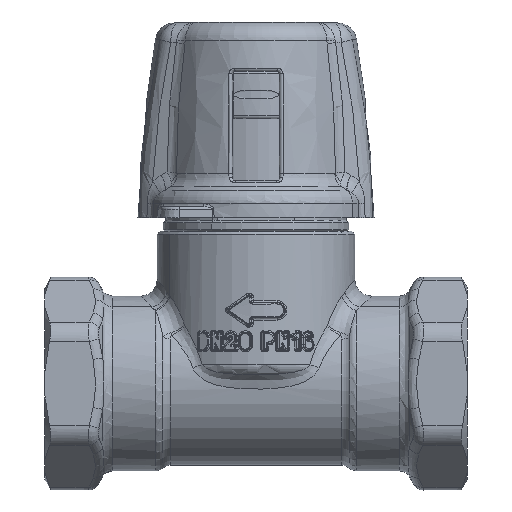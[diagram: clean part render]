
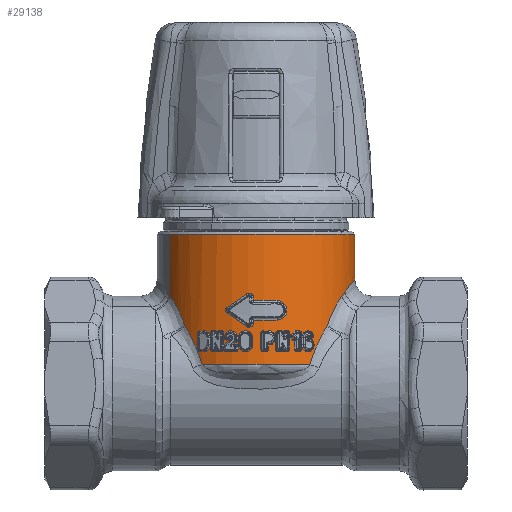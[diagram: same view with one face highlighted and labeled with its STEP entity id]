
A CAD part, left-side view. The second image highlights one B-rep face of the part: STEP entity #29138.
In plain terms, the highlighted cylindrical face has radius 17.5 mm (diameter 35 mm), a partial arc.
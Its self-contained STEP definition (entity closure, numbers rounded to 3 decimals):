
#19243=CARTESIAN_POINT('Vertex',(8.39,-15.358,-24.92)) ;
#19331=CARTESIAN_POINT('Vertex',(-7.572,-15.777,-24.358)) ;
#19335=CARTESIAN_POINT('Control Point',(-7.571,-15.777,-24.358)) ;
#19336=CARTESIAN_POINT('Control Point',(-7.,-16.052,-23.992)) ;
#19337=CARTESIAN_POINT('Control Point',(-5.788,-16.556,-23.325)) ;
#19338=CARTESIAN_POINT('Control Point',(-3.132,-17.319,-22.327)) ;
#19339=CARTESIAN_POINT('Control Point',(0.551,-17.681,-21.859)) ;
#19340=CARTESIAN_POINT('Control Point',(4.157,-17.097,-22.616)) ;
#19341=CARTESIAN_POINT('Control Point',(6.7,-16.206,-23.786)) ;
#19342=CARTESIAN_POINT('Control Point',(7.849,-15.653,-24.523)) ;
#19343=CARTESIAN_POINT('Control Point',(8.39,-15.358,-24.92)) ;
#19396=CARTESIAN_POINT('Vertex',(-8.638,-15.219,-25.106)) ;
#19400=CARTESIAN_POINT('Control Point',(-8.638,-15.219,-25.106)) ;
#19401=CARTESIAN_POINT('Control Point',(-8.467,-15.317,-24.975)) ;
#19402=CARTESIAN_POINT('Control Point',(-8.118,-15.507,-24.719)) ;
#19403=CARTESIAN_POINT('Control Point',(-7.756,-15.689,-24.476)) ;
#19404=CARTESIAN_POINT('Control Point',(-7.572,-15.777,-24.358)) ;
#19458=CARTESIAN_POINT('Vertex',(-8.638,15.219,-25.106)) ;
#19469=CARTESIAN_POINT('Vertex',(-8.39,15.358,-24.92)) ;
#19473=CARTESIAN_POINT('Control Point',(-8.39,15.358,-24.92)) ;
#19474=CARTESIAN_POINT('Control Point',(-8.473,15.312,-24.982)) ;
#19475=CARTESIAN_POINT('Control Point',(-8.556,15.265,-25.044)) ;
#19476=CARTESIAN_POINT('Control Point',(-8.638,15.219,-25.106)) ;
#19855=CARTESIAN_POINT('Vertex',(-12.084,12.658,-30.303)) ;
#19868=CARTESIAN_POINT('Control Point',(-8.638,15.219,-25.106)) ;
#19869=CARTESIAN_POINT('Control Point',(-9.107,14.954,-25.462)) ;
#19870=CARTESIAN_POINT('Control Point',(-9.964,14.409,-26.276)) ;
#19871=CARTESIAN_POINT('Control Point',(-11.007,13.622,-27.747)) ;
#19872=CARTESIAN_POINT('Control Point',(-11.67,13.048,-29.132)) ;
#19873=CARTESIAN_POINT('Control Point',(-11.986,12.751,-30.008)) ;
#19874=CARTESIAN_POINT('Control Point',(-12.084,12.658,-30.303)) ;
#19942=CARTESIAN_POINT('Control Point',(-12.084,12.659,-30.304)) ;
#19943=CARTESIAN_POINT('Control Point',(-12.379,12.377,-30.78)) ;
#19944=CARTESIAN_POINT('Control Point',(-12.945,11.795,-31.796)) ;
#19945=CARTESIAN_POINT('Control Point',(-13.667,10.948,-33.441)) ;
#19946=CARTESIAN_POINT('Control Point',(-14.256,10.162,-35.24)) ;
#19947=CARTESIAN_POINT('Control Point',(-14.541,9.74,-36.526)) ;
#19948=CARTESIAN_POINT('Control Point',(-14.654,9.566,-37.193)) ;
#19949=CARTESIAN_POINT('Vertex',(-14.654,9.566,-37.193)) ;
#20024=CARTESIAN_POINT('Vertex',(-12.084,-12.658,-30.304)) ;
#20035=CARTESIAN_POINT('Vertex',(-14.654,-9.566,-37.193)) ;
#20039=CARTESIAN_POINT('Control Point',(-14.654,-9.566,-37.193)) ;
#20040=CARTESIAN_POINT('Control Point',(-14.541,-9.74,-36.527)) ;
#20041=CARTESIAN_POINT('Control Point',(-14.256,-10.162,-35.24)) ;
#20042=CARTESIAN_POINT('Control Point',(-13.666,-10.948,-33.441)) ;
#20043=CARTESIAN_POINT('Control Point',(-12.946,-11.795,-31.796)) ;
#20044=CARTESIAN_POINT('Control Point',(-12.379,-12.377,-30.78)) ;
#20045=CARTESIAN_POINT('Control Point',(-12.084,-12.658,-30.304)) ;
#20122=CARTESIAN_POINT('Control Point',(-12.084,-12.658,-30.303)) ;
#20123=CARTESIAN_POINT('Control Point',(-11.987,-12.751,-30.008)) ;
#20124=CARTESIAN_POINT('Control Point',(-11.67,-13.048,-29.132)) ;
#20125=CARTESIAN_POINT('Control Point',(-11.007,-13.622,-27.747)) ;
#20126=CARTESIAN_POINT('Control Point',(-9.964,-14.409,-26.276)) ;
#20127=CARTESIAN_POINT('Control Point',(-9.107,-14.954,-25.462)) ;
#20128=CARTESIAN_POINT('Control Point',(-8.638,-15.219,-25.106)) ;
#29088=CARTESIAN_POINT('Axis2P3D Location',(0.,0.,-28.037)) ;
#29093=CARTESIAN_POINT('Line Origine',(-8.39,15.358,-28.037)) ;
#29097=CARTESIAN_POINT('Vertex',(-8.39,15.358,-14.093)) ;
#29100=CARTESIAN_POINT('Axis2P3D Location',(0.,0.,-14.093)) ;
#29104=CARTESIAN_POINT('Vertex',(-8.39,-15.358,-14.093)) ;
#29107=CARTESIAN_POINT('Axis2P3D Location',(0.,0.,-14.093)) ;
#29111=CARTESIAN_POINT('Vertex',(8.39,-15.358,-14.093)) ;
#29114=CARTESIAN_POINT('Line Origine',(8.39,-15.358,-28.037)) ;
#29119=CARTESIAN_POINT('Axis2P3D Location',(0.,0.,-37.193)) ;
#29089=DIRECTION('Axis2P3D Direction',(0.,0.,1.)) ;
#29090=DIRECTION('Axis2P3D XDirection',(0.878,0.479,0.)) ;
#29094=DIRECTION('Vector Direction',(0.,0.,1.)) ;
#29101=DIRECTION('Axis2P3D Direction',(0.,0.,1.)) ;
#29108=DIRECTION('Axis2P3D Direction',(0.,0.,1.)) ;
#29115=DIRECTION('Vector Direction',(0.,0.,1.)) ;
#29120=DIRECTION('Axis2P3D Direction',(0.,0.,1.)) ;
#29091=AXIS2_PLACEMENT_3D('Cylinder Axis2P3D',#29088,#29089,#29090) ;
#29102=AXIS2_PLACEMENT_3D('Circle Axis2P3D',#29100,#29101,$) ;
#29109=AXIS2_PLACEMENT_3D('Circle Axis2P3D',#29107,#29108,$) ;
#29121=AXIS2_PLACEMENT_3D('Circle Axis2P3D',#29119,#29120,$) ;
#29125=ORIENTED_EDGE('',*,*,#29099,.T.) ;
#29126=ORIENTED_EDGE('',*,*,#29106,.T.) ;
#29127=ORIENTED_EDGE('',*,*,#29113,.T.) ;
#29128=ORIENTED_EDGE('',*,*,#29118,.T.) ;
#29129=ORIENTED_EDGE('',*,*,#19344,.F.) ;
#29130=ORIENTED_EDGE('',*,*,#19405,.F.) ;
#29131=ORIENTED_EDGE('',*,*,#20129,.F.) ;
#29132=ORIENTED_EDGE('',*,*,#20046,.F.) ;
#29133=ORIENTED_EDGE('',*,*,#29123,.T.) ;
#29134=ORIENTED_EDGE('',*,*,#19951,.F.) ;
#29135=ORIENTED_EDGE('',*,*,#19875,.F.) ;
#29136=ORIENTED_EDGE('',*,*,#19477,.F.) ;
#29095=VECTOR('Line Direction',#29094,1.) ;
#29116=VECTOR('Line Direction',#29115,1.) ;
#29138=ADVANCED_FACE('Sheet.1',(#29137),#29092,.F.) ;
#29103=CIRCLE('generated circle',#29102,17.5) ;
#29110=CIRCLE('generated circle',#29109,17.5) ;
#29122=CIRCLE('generated circle',#29121,17.5) ;
#29092=CYLINDRICAL_SURFACE('generated cylinder',#29091,17.5) ;
#19344=EDGE_CURVE('',#19332,#19244,#19334,.T.) ;
#19405=EDGE_CURVE('',#19397,#19332,#19399,.T.) ;
#19477=EDGE_CURVE('',#19470,#19459,#19472,.T.) ;
#19875=EDGE_CURVE('',#19459,#19856,#19867,.T.) ;
#19951=EDGE_CURVE('',#19856,#19950,#19941,.T.) ;
#20046=EDGE_CURVE('',#20036,#20025,#20038,.T.) ;
#20129=EDGE_CURVE('',#20025,#19397,#20121,.T.) ;
#29099=EDGE_CURVE('',#19470,#29098,#29096,.T.) ;
#29106=EDGE_CURVE('',#29098,#29105,#29103,.T.) ;
#29113=EDGE_CURVE('',#29105,#29112,#29110,.T.) ;
#29118=EDGE_CURVE('',#29112,#19244,#29117,.F.) ;
#29123=EDGE_CURVE('',#20036,#19950,#29122,.F.) ;
#29124=EDGE_LOOP('',(#29125,#29126,#29127,#29128,#29129,#29130,#29131,#29132,#29133,#29134,#29135,#29136)) ;
#29137=FACE_OUTER_BOUND('',#29124,.T.) ;
#29096=LINE('Line',#29093,#29095) ;
#29117=LINE('Line',#29114,#29116) ;
#19244=VERTEX_POINT('',#19243) ;
#19332=VERTEX_POINT('',#19331) ;
#19397=VERTEX_POINT('',#19396) ;
#19459=VERTEX_POINT('',#19458) ;
#19470=VERTEX_POINT('',#19469) ;
#19856=VERTEX_POINT('',#19855) ;
#19950=VERTEX_POINT('',#19949) ;
#20025=VERTEX_POINT('',#20024) ;
#20036=VERTEX_POINT('',#20035) ;
#29098=VERTEX_POINT('',#29097) ;
#29105=VERTEX_POINT('',#29104) ;
#29112=VERTEX_POINT('',#29111) ;
#19334=(BOUNDED_CURVE()B_SPLINE_CURVE(3,(#19335,#19336,#19337,#19338,#19339,#19340,#19341,#19342,#19343),.UNSPECIFIED.,.F.,.U.)B_SPLINE_CURVE_WITH_KNOTS((4,1,1,1,1,1,4),(30.393,33.468,36.543,42.694,48.845,51.92,54.995),.UNSPECIFIED.)CURVE()GEOMETRIC_REPRESENTATION_ITEM()RATIONAL_B_SPLINE_CURVE((1.,1.,1.,1.,1.,1.,1.,1.,1.))REPRESENTATION_ITEM('')) ;
#19399=(BOUNDED_CURVE()B_SPLINE_CURVE(3,(#19400,#19401,#19402,#19403,#19404),.UNSPECIFIED.,.F.,.U.)B_SPLINE_CURVE_WITH_KNOTS((4,1,4),(28.407,29.398,30.388),.UNSPECIFIED.)CURVE()GEOMETRIC_REPRESENTATION_ITEM()RATIONAL_B_SPLINE_CURVE((1.,1.,1.,1.,1.))REPRESENTATION_ITEM('')) ;
#19472=(BOUNDED_CURVE()B_SPLINE_CURVE(3,(#19473,#19474,#19475,#19476),.UNSPECIFIED.,.F.,.U.)B_SPLINE_CURVE_WITH_KNOTS((4,4),(0.,1.),.UNSPECIFIED.)CURVE()GEOMETRIC_REPRESENTATION_ITEM()RATIONAL_B_SPLINE_CURVE((1.,1.,1.,1.))REPRESENTATION_ITEM('')) ;
#19867=(BOUNDED_CURVE()B_SPLINE_CURVE(3,(#19868,#19869,#19870,#19871,#19872,#19873,#19874),.UNSPECIFIED.,.F.,.U.)B_SPLINE_CURVE_WITH_KNOTS((4,1,1,1,4),(0.426,2.86,5.293,7.727,8.941),.UNSPECIFIED.)CURVE()GEOMETRIC_REPRESENTATION_ITEM()RATIONAL_B_SPLINE_CURVE((1.,1.,1.,1.,1.,1.,1.))REPRESENTATION_ITEM('')) ;
#19941=(BOUNDED_CURVE()B_SPLINE_CURVE(3,(#19942,#19943,#19944,#19945,#19946,#19947,#19948),.UNSPECIFIED.,.F.,.U.)B_SPLINE_CURVE_WITH_KNOTS((4,1,1,1,4),(8.599,11.182,13.932,16.682,19.432),.UNSPECIFIED.)CURVE()GEOMETRIC_REPRESENTATION_ITEM()RATIONAL_B_SPLINE_CURVE((1.,1.,1.,1.,1.,1.,1.))REPRESENTATION_ITEM('')) ;
#20038=(BOUNDED_CURVE()B_SPLINE_CURVE(3,(#20039,#20040,#20041,#20042,#20043,#20044,#20045),.UNSPECIFIED.,.F.,.U.)B_SPLINE_CURVE_WITH_KNOTS((4,1,1,1,4),(52.366,55.116,57.865,60.615,63.197),.UNSPECIFIED.)CURVE()GEOMETRIC_REPRESENTATION_ITEM()RATIONAL_B_SPLINE_CURVE((1.,1.,1.,1.,1.,1.,1.))REPRESENTATION_ITEM('')) ;
#20121=(BOUNDED_CURVE()B_SPLINE_CURVE(3,(#20122,#20123,#20124,#20125,#20126,#20127,#20128),.UNSPECIFIED.,.F.,.U.)B_SPLINE_CURVE_WITH_KNOTS((4,1,1,1,4),(15.488,16.702,19.135,21.569,24.002),.UNSPECIFIED.)CURVE()GEOMETRIC_REPRESENTATION_ITEM()RATIONAL_B_SPLINE_CURVE((1.,1.,1.,1.,1.,1.,1.))REPRESENTATION_ITEM('')) ;
